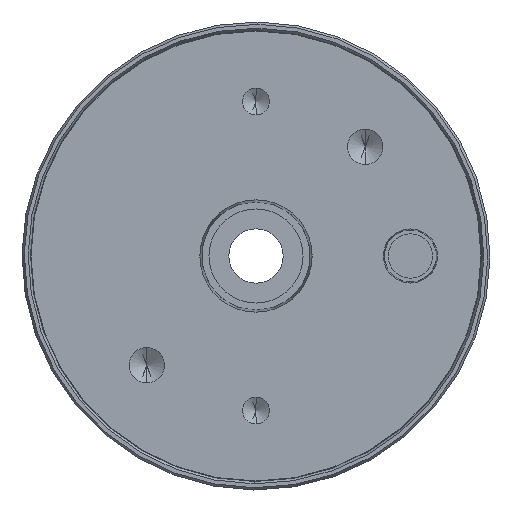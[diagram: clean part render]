
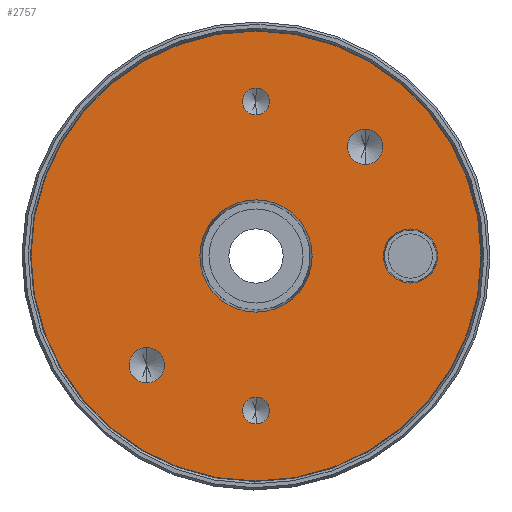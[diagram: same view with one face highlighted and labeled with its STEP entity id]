
A CAD part, front view. The second image highlights one B-rep face of the part: STEP entity #2757.
In plain terms, the highlighted planar face has unit normal (0, -1, 0).
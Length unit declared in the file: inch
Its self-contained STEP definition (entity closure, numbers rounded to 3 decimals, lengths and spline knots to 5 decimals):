
#21 = VERTEX_POINT ( 'NONE', #3374 ) ;
#35 = EDGE_LOOP ( 'NONE', ( #1024, #1934 ) ) ;
#42 = AXIS2_PLACEMENT_3D ( 'NONE', #2558, #189, #1251 ) ;
#90 = DIRECTION ( 'NONE',  ( 0., 0., -1. ) ) ;
#97 = CARTESIAN_POINT ( 'NONE',  ( 0., 0., 0. ) ) ;
#104 = FACE_BOUND ( 'NONE', #1657, .T. ) ;
#171 = ORIENTED_EDGE ( 'NONE', *, *, #2801, .F. ) ;
#174 = ORIENTED_EDGE ( 'NONE', *, *, #3117, .F. ) ;
#189 = DIRECTION ( 'NONE',  ( 0., -1., 0. ) ) ;
#353 = VERTEX_POINT ( 'NONE', #2072 ) ;
#389 = CARTESIAN_POINT ( 'NONE',  ( 0., 0., 0. ) ) ;
#398 = DIRECTION ( 'NONE',  ( 0., 0., -1. ) ) ;
#407 = CARTESIAN_POINT ( 'NONE',  ( 1.155, 0., 0. ) ) ;
#413 = PLANE ( 'NONE',  #2496 ) ;
#442 = CARTESIAN_POINT ( 'NONE',  ( 0.81671, 0., 0.68389 ) ) ;
#445 = CIRCLE ( 'NONE', #3159, 0.1005 ) ;
#486 = ORIENTED_EDGE ( 'NONE', *, *, #2967, .F. ) ;
#505 = CIRCLE ( 'NONE', #1403, 0.13281 ) ;
#508 = AXIS2_PLACEMENT_3D ( 'NONE', #622, #2762, #1675 ) ;
#547 = AXIS2_PLACEMENT_3D ( 'NONE', #407, #1280, #1518 ) ;
#548 = VERTEX_POINT ( 'NONE', #752 ) ;
#565 = CIRCLE ( 'NONE', #508, 0.2025 ) ;
#578 = VERTEX_POINT ( 'NONE', #1277 ) ;
#615 = AXIS2_PLACEMENT_3D ( 'NONE', #2425, #1365, #90 ) ;
#622 = CARTESIAN_POINT ( 'NONE',  ( 1.155, 0., 0. ) ) ;
#649 = EDGE_CURVE ( 'NONE', #1174, #3030, #2159, .T. ) ;
#679 = FACE_OUTER_BOUND ( 'NONE', #35, .T. ) ;
#692 = CIRCLE ( 'NONE', #2626, 0.1005 ) ;
#752 = CARTESIAN_POINT ( 'NONE',  ( 1.155, 0., 0.2025 ) ) ;
#780 = VERTEX_POINT ( 'NONE', #3407 ) ;
#783 = CIRCLE ( 'NONE', #2701, 0.1005 ) ;
#788 = VERTEX_POINT ( 'NONE', #1867 ) ;
#842 = EDGE_CURVE ( 'NONE', #21, #788, #2985, .T. ) ;
#877 = CARTESIAN_POINT ( 'NONE',  ( 0., 0., 1.6825 ) ) ;
#893 = CARTESIAN_POINT ( 'NONE',  ( 0., 0., -1.0545 ) ) ;
#894 = CARTESIAN_POINT ( 'NONE',  ( 0., 0., 0. ) ) ;
#937 = DIRECTION ( 'NONE',  ( 0., 0., -1. ) ) ;
#957 = ORIENTED_EDGE ( 'NONE', *, *, #842, .F. ) ;
#1004 = VERTEX_POINT ( 'NONE', #442 ) ;
#1024 = ORIENTED_EDGE ( 'NONE', *, *, #2151, .T. ) ;
#1140 = EDGE_CURVE ( 'NONE', #3118, #3085, #445, .T. ) ;
#1160 = DIRECTION ( 'NONE',  ( 0., -1., 0. ) ) ;
#1169 = FACE_BOUND ( 'NONE', #1760, .T. ) ;
#1174 = VERTEX_POINT ( 'NONE', #2937 ) ;
#1187 = DIRECTION ( 'NONE',  ( 0., 0., 1. ) ) ;
#1238 = DIRECTION ( 'NONE',  ( 0., -1., 0. ) ) ;
#1247 = EDGE_CURVE ( 'NONE', #548, #1920, #565, .T. ) ;
#1251 = DIRECTION ( 'NONE',  ( 0., 0., -1. ) ) ;
#1277 = CARTESIAN_POINT ( 'NONE',  ( 0., 0., -1.6825 ) ) ;
#1280 = DIRECTION ( 'NONE',  ( 0., -1., 0. ) ) ;
#1283 = CIRCLE ( 'NONE', #1840, 1.6825 ) ;
#1308 = DIRECTION ( 'NONE',  ( 0., 0., -1. ) ) ;
#1365 = DIRECTION ( 'NONE',  ( 0., -1., 0. ) ) ;
#1403 = AXIS2_PLACEMENT_3D ( 'NONE', #3305, #1994, #3046 ) ;
#1455 = FACE_BOUND ( 'NONE', #2365, .T. ) ;
#1483 = ORIENTED_EDGE ( 'NONE', *, *, #649, .F. ) ;
#1518 = DIRECTION ( 'NONE',  ( 0., 0., -1. ) ) ;
#1569 = ORIENTED_EDGE ( 'NONE', *, *, #3224, .F. ) ;
#1657 = EDGE_LOOP ( 'NONE', ( #1569, #171 ) ) ;
#1675 = DIRECTION ( 'NONE',  ( 0., 0., -1. ) ) ;
#1681 = AXIS2_PLACEMENT_3D ( 'NONE', #389, #1923, #3253 ) ;
#1705 = CARTESIAN_POINT ( 'NONE',  ( -0.81671, 0., -0.81671 ) ) ;
#1725 = DIRECTION ( 'NONE',  ( 0., -1., 0. ) ) ;
#1760 = EDGE_LOOP ( 'NONE', ( #2664, #2210 ) ) ;
#1812 = DIRECTION ( 'NONE',  ( 0., 0., -1. ) ) ;
#1814 = VERTEX_POINT ( 'NONE', #893 ) ;
#1840 = AXIS2_PLACEMENT_3D ( 'NONE', #1976, #3029, #398 ) ;
#1842 = EDGE_CURVE ( 'NONE', #1814, #353, #692, .T. ) ;
#1850 = CIRCLE ( 'NONE', #1681, 1.6825 ) ;
#1867 = CARTESIAN_POINT ( 'NONE',  ( -0.81671, 0., -0.94952 ) ) ;
#1920 = VERTEX_POINT ( 'NONE', #2245 ) ;
#1923 = DIRECTION ( 'NONE',  ( 0., -1., 0. ) ) ;
#1934 = ORIENTED_EDGE ( 'NONE', *, *, #2783, .T. ) ;
#1961 = DIRECTION ( 'NONE',  ( 0., 0., -1. ) ) ;
#1976 = CARTESIAN_POINT ( 'NONE',  ( 0., 0., 0. ) ) ;
#1981 = AXIS2_PLACEMENT_3D ( 'NONE', #97, #1160, #2487 ) ;
#1989 = CARTESIAN_POINT ( 'NONE',  ( 0., 0., 1.2555 ) ) ;
#1994 = DIRECTION ( 'NONE',  ( 0., -1., 0. ) ) ;
#2064 = CARTESIAN_POINT ( 'NONE',  ( -0.81671, 0., -0.81671 ) ) ;
#2072 = CARTESIAN_POINT ( 'NONE',  ( 0., 0., -1.2555 ) ) ;
#2078 = CARTESIAN_POINT ( 'NONE',  ( 0., 0., 1.155 ) ) ;
#2086 = AXIS2_PLACEMENT_3D ( 'NONE', #2644, #3423, #2126 ) ;
#2094 = DIRECTION ( 'NONE',  ( 0., -1., 0. ) ) ;
#2123 = ORIENTED_EDGE ( 'NONE', *, *, #1247, .F. ) ;
#2126 = DIRECTION ( 'NONE',  ( 0., 0., -1. ) ) ;
#2151 = EDGE_CURVE ( 'NONE', #578, #2721, #1850, .T. ) ;
#2159 = CIRCLE ( 'NONE', #615, 0.42 ) ;
#2208 = FACE_BOUND ( 'NONE', #2444, .T. ) ;
#2210 = ORIENTED_EDGE ( 'NONE', *, *, #1842, .F. ) ;
#2245 = CARTESIAN_POINT ( 'NONE',  ( 1.155, 0., -0.2025 ) ) ;
#2362 = ORIENTED_EDGE ( 'NONE', *, *, #3166, .F. ) ;
#2365 = EDGE_LOOP ( 'NONE', ( #486, #3034 ) ) ;
#2416 = CIRCLE ( 'NONE', #1981, 0.42 ) ;
#2420 = ORIENTED_EDGE ( 'NONE', *, *, #3349, .F. ) ;
#2425 = CARTESIAN_POINT ( 'NONE',  ( 0., 0., 0. ) ) ;
#2444 = EDGE_LOOP ( 'NONE', ( #2362, #2123 ) ) ;
#2479 = DIRECTION ( 'NONE',  ( 0., -1., 0. ) ) ;
#2487 = DIRECTION ( 'NONE',  ( 0., 0., -1. ) ) ;
#2494 = DIRECTION ( 'NONE',  ( 0., 1., 0. ) ) ;
#2496 = AXIS2_PLACEMENT_3D ( 'NONE', #894, #2494, #1187 ) ;
#2513 = FACE_BOUND ( 'NONE', #2959, .T. ) ;
#2526 = CARTESIAN_POINT ( 'NONE',  ( 0., 0., -1.155 ) ) ;
#2558 = CARTESIAN_POINT ( 'NONE',  ( 0.81671, 0., 0.81671 ) ) ;
#2626 = AXIS2_PLACEMENT_3D ( 'NONE', #3256, #2479, #1961 ) ;
#2644 = CARTESIAN_POINT ( 'NONE',  ( 0., 0., 1.155 ) ) ;
#2664 = ORIENTED_EDGE ( 'NONE', *, *, #2824, .F. ) ;
#2683 = CIRCLE ( 'NONE', #2086, 0.1005 ) ;
#2701 = AXIS2_PLACEMENT_3D ( 'NONE', #2526, #1238, #3390 ) ;
#2721 = VERTEX_POINT ( 'NONE', #877 ) ;
#2757 = ADVANCED_FACE ( 'NONE', ( #104, #3275, #1455, #1169, #2208, #2513, #679 ), #413, .F. ) ;
#2762 = DIRECTION ( 'NONE',  ( 0., -1., 0. ) ) ;
#2782 = CARTESIAN_POINT ( 'NONE',  ( 0., 0., 0.42 ) ) ;
#2783 = EDGE_CURVE ( 'NONE', #2721, #578, #1283, .T. ) ;
#2801 = EDGE_CURVE ( 'NONE', #780, #1004, #505, .T. ) ;
#2824 = EDGE_CURVE ( 'NONE', #353, #1814, #783, .T. ) ;
#2937 = CARTESIAN_POINT ( 'NONE',  ( 0., 0., -0.42 ) ) ;
#2959 = EDGE_LOOP ( 'NONE', ( #1483, #2420 ) ) ;
#2967 = EDGE_CURVE ( 'NONE', #3085, #3118, #2683, .T. ) ;
#2985 = CIRCLE ( 'NONE', #3154, 0.13281 ) ;
#3019 = CIRCLE ( 'NONE', #3081, 0.13281 ) ;
#3029 = DIRECTION ( 'NONE',  ( 0., -1., 0. ) ) ;
#3030 = VERTEX_POINT ( 'NONE', #2782 ) ;
#3034 = ORIENTED_EDGE ( 'NONE', *, *, #1140, .F. ) ;
#3046 = DIRECTION ( 'NONE',  ( 0., 0., -1. ) ) ;
#3081 = AXIS2_PLACEMENT_3D ( 'NONE', #1705, #1725, #937 ) ;
#3085 = VERTEX_POINT ( 'NONE', #3268 ) ;
#3117 = EDGE_CURVE ( 'NONE', #788, #21, #3019, .T. ) ;
#3118 = VERTEX_POINT ( 'NONE', #1989 ) ;
#3126 = DIRECTION ( 'NONE',  ( 0., -1., 0. ) ) ;
#3154 = AXIS2_PLACEMENT_3D ( 'NONE', #2064, #2094, #1812 ) ;
#3159 = AXIS2_PLACEMENT_3D ( 'NONE', #2078, #3126, #1308 ) ;
#3166 = EDGE_CURVE ( 'NONE', #1920, #548, #3414, .T. ) ;
#3224 = EDGE_CURVE ( 'NONE', #1004, #780, #3300, .T. ) ;
#3253 = DIRECTION ( 'NONE',  ( 0., 0., -1. ) ) ;
#3256 = CARTESIAN_POINT ( 'NONE',  ( 0., 0., -1.155 ) ) ;
#3268 = CARTESIAN_POINT ( 'NONE',  ( 0., 0., 1.0545 ) ) ;
#3275 = FACE_BOUND ( 'NONE', #3412, .T. ) ;
#3300 = CIRCLE ( 'NONE', #42, 0.13281 ) ;
#3305 = CARTESIAN_POINT ( 'NONE',  ( 0.81671, 0., 0.81671 ) ) ;
#3349 = EDGE_CURVE ( 'NONE', #3030, #1174, #2416, .T. ) ;
#3374 = CARTESIAN_POINT ( 'NONE',  ( -0.81671, 0., -0.68389 ) ) ;
#3390 = DIRECTION ( 'NONE',  ( 0., 0., -1. ) ) ;
#3407 = CARTESIAN_POINT ( 'NONE',  ( 0.81671, 0., 0.94952 ) ) ;
#3412 = EDGE_LOOP ( 'NONE', ( #174, #957 ) ) ;
#3414 = CIRCLE ( 'NONE', #547, 0.2025 ) ;
#3423 = DIRECTION ( 'NONE',  ( 0., -1., 0. ) ) ;
